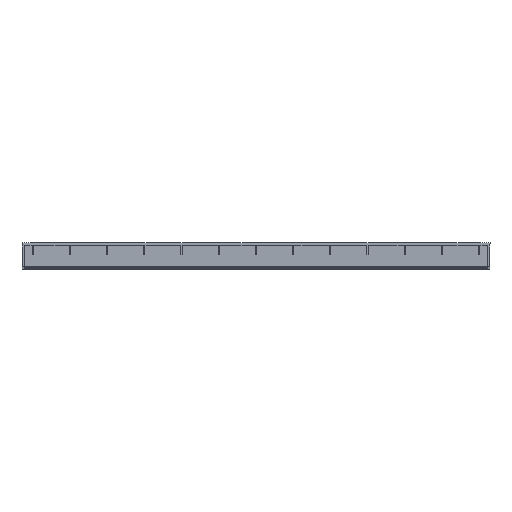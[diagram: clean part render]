
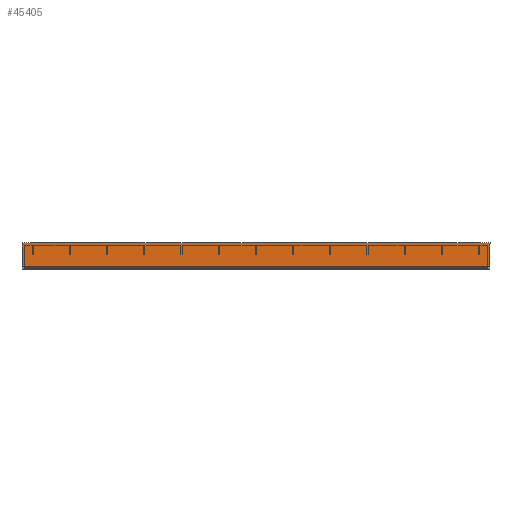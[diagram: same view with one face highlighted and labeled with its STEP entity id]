
A CAD part, top view. The second image highlights one B-rep face of the part: STEP entity #45405.
In plain terms, the highlighted planar face has unit normal (0, 0, 1).
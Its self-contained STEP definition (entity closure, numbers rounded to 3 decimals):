
#1496 = EDGE_CURVE ( 'NONE', #31365, #39702, #54282, .T. ) ;
#3780 = ORIENTED_EDGE ( 'NONE', *, *, #1496, .T. ) ;
#4951 = EDGE_CURVE ( 'NONE', #41705, #65203, #18225, .T. ) ;
#5821 = PLANE ( 'NONE',  #31282 ) ;
#7257 = ORIENTED_EDGE ( 'NONE', *, *, #54288, .F. ) ;
#12256 = DIRECTION ( 'NONE',  ( -1., 0., 0. ) ) ;
#15366 = DIRECTION ( 'NONE',  ( 0., -1., 0. ) ) ;
#16502 = VECTOR ( 'NONE', #22242, 1000. ) ;
#18171 = EDGE_CURVE ( 'NONE', #65203, #39702, #44344, .T. ) ;
#18225 = LINE ( 'NONE', #48632, #16502 ) ;
#20523 = LINE ( 'NONE', #48413, #35035 ) ;
#22217 = CARTESIAN_POINT ( 'NONE',  ( 390., -10., 0. ) ) ;
#22242 = DIRECTION ( 'NONE',  ( -1., 0., 0. ) ) ;
#24964 = EDGE_LOOP ( 'NONE', ( #3780, #53278, #50014, #7257 ) ) ;
#25373 = VECTOR ( 'NONE', #12256, 1000. ) ;
#28472 = CARTESIAN_POINT ( 'NONE',  ( 390., 10., 0. ) ) ;
#31282 = AXIS2_PLACEMENT_3D ( 'NONE', #59180, #39381, #44149 ) ;
#31365 = VERTEX_POINT ( 'NONE', #33155 ) ;
#31941 = CARTESIAN_POINT ( 'NONE',  ( 0., -3.333, 0. ) ) ;
#33155 = CARTESIAN_POINT ( 'NONE',  ( 390., 10., 0. ) ) ;
#35035 = VECTOR ( 'NONE', #15366, 1000. ) ;
#39381 = DIRECTION ( 'NONE',  ( 0., 0., -1. ) ) ;
#39702 = VERTEX_POINT ( 'NONE', #48267 ) ;
#41705 = VERTEX_POINT ( 'NONE', #22217 ) ;
#44149 = DIRECTION ( 'NONE',  ( 0., 1., 0. ) ) ;
#44344 = B_SPLINE_CURVE_WITH_KNOTS ( 'NONE', 3,
 ( #64450, #31941, #53053, #69949 ),
 .UNSPECIFIED., .F., .F.,
 ( 4, 4 ),
 ( 0., 1. ),
 .UNSPECIFIED. ) ;
#45405 = ADVANCED_FACE ( 'NONE', ( #67531 ), #5821, .F. ) ;
#48267 = CARTESIAN_POINT ( 'NONE',  ( 0., 10., 0. ) ) ;
#48413 = CARTESIAN_POINT ( 'NONE',  ( 390., 10., 0. ) ) ;
#48632 = CARTESIAN_POINT ( 'NONE',  ( 390., -10., 0. ) ) ;
#50014 = ORIENTED_EDGE ( 'NONE', *, *, #4951, .F. ) ;
#52167 = CARTESIAN_POINT ( 'NONE',  ( 0., -10., 0. ) ) ;
#53053 = CARTESIAN_POINT ( 'NONE',  ( 0., 3.333, 0. ) ) ;
#53278 = ORIENTED_EDGE ( 'NONE', *, *, #18171, .F. ) ;
#54282 = LINE ( 'NONE', #28472, #25373 ) ;
#54288 = EDGE_CURVE ( 'NONE', #31365, #41705, #20523, .T. ) ;
#59180 = CARTESIAN_POINT ( 'NONE',  ( 390., 10., 0. ) ) ;
#64450 = CARTESIAN_POINT ( 'NONE',  ( 0., -10., 0. ) ) ;
#65203 = VERTEX_POINT ( 'NONE', #52167 ) ;
#67531 = FACE_OUTER_BOUND ( 'NONE', #24964, .T. ) ;
#69949 = CARTESIAN_POINT ( 'NONE',  ( 0., 10., 0. ) ) ;
